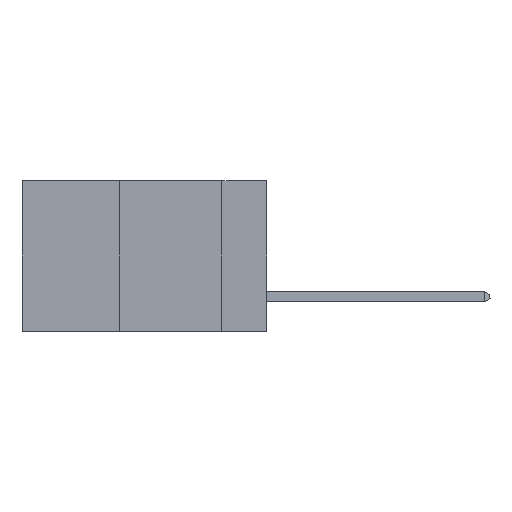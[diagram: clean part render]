
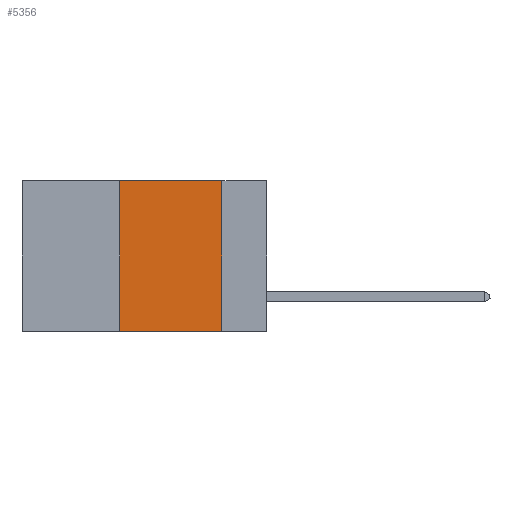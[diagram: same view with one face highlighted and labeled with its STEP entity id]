
A CAD part, left-side view. The second image highlights one B-rep face of the part: STEP entity #5356.
In plain terms, the highlighted planar face has unit normal (-1, 0, 0).
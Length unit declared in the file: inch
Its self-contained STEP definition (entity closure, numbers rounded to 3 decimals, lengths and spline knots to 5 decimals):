
#220 = ORIENTED_EDGE ( 'NONE', *, *, #19508, .F. ) ;
#808 = EDGE_CURVE ( 'NONE', #3878, #23130, #4328, .T. ) ;
#1234 = CARTESIAN_POINT ( 'NONE',  ( 0., 0.36, -0.37 ) ) ;
#1947 = VECTOR ( 'NONE', #24665, 39.37008 ) ;
#2040 = VERTEX_POINT ( 'NONE', #9710 ) ;
#2815 = EDGE_CURVE ( 'NONE', #2040, #23130, #19144, .T. ) ;
#3645 = ORIENTED_EDGE ( 'NONE', *, *, #2815, .F. ) ;
#3878 = VERTEX_POINT ( 'NONE', #1234 ) ;
#4328 = LINE ( 'NONE', #10240, #5552 ) ;
#5356 = ADVANCED_FACE ( 'NONE', ( #18678 ), #19774, .F. ) ;
#5552 = VECTOR ( 'NONE', #13883, 39.37008 ) ;
#6521 = VERTEX_POINT ( 'NONE', #11628 ) ;
#8695 = DIRECTION ( 'NONE',  ( 0., 0., 1. ) ) ;
#9229 = VECTOR ( 'NONE', #8695, 39.37008 ) ;
#9710 = CARTESIAN_POINT ( 'NONE',  ( 0., 0.11, 0. ) ) ;
#10240 = CARTESIAN_POINT ( 'NONE',  ( 0., 0.6, -0.37 ) ) ;
#10311 = DIRECTION ( 'NONE',  ( 0., 0., -1. ) ) ;
#11619 = DIRECTION ( 'NONE',  ( 0., -1., 0. ) ) ;
#11628 = CARTESIAN_POINT ( 'NONE',  ( 0., 0.36, 0. ) ) ;
#11653 = VECTOR ( 'NONE', #11619, 39.37008 ) ;
#11991 = EDGE_LOOP ( 'NONE', ( #3645, #220, #23995, #22912 ) ) ;
#12258 = CARTESIAN_POINT ( 'NONE',  ( 0., 0.6, 0. ) ) ;
#12882 = LINE ( 'NONE', #14956, #11653 ) ;
#13883 = DIRECTION ( 'NONE',  ( 0., -1., 0. ) ) ;
#14368 = LINE ( 'NONE', #24299, #9229 ) ;
#14374 = DIRECTION ( 'NONE',  ( 1., 0., 0. ) ) ;
#14956 = CARTESIAN_POINT ( 'NONE',  ( 0., 0.6, 0. ) ) ;
#15385 = EDGE_CURVE ( 'NONE', #3878, #6521, #14368, .T. ) ;
#18678 = FACE_OUTER_BOUND ( 'NONE', #11991, .T. ) ;
#19144 = LINE ( 'NONE', #21800, #1947 ) ;
#19508 = EDGE_CURVE ( 'NONE', #6521, #2040, #12882, .T. ) ;
#19774 = PLANE ( 'NONE',  #20278 ) ;
#20278 = AXIS2_PLACEMENT_3D ( 'NONE', #12258, #14374, #10311 ) ;
#21800 = CARTESIAN_POINT ( 'NONE',  ( 0., 0.11, 0. ) ) ;
#22912 = ORIENTED_EDGE ( 'NONE', *, *, #808, .T. ) ;
#23130 = VERTEX_POINT ( 'NONE', #24075 ) ;
#23995 = ORIENTED_EDGE ( 'NONE', *, *, #15385, .F. ) ;
#24075 = CARTESIAN_POINT ( 'NONE',  ( 0., 0.11, -0.37 ) ) ;
#24299 = CARTESIAN_POINT ( 'NONE',  ( 0., 0.36, 0. ) ) ;
#24665 = DIRECTION ( 'NONE',  ( 0., 0., -1. ) ) ;
